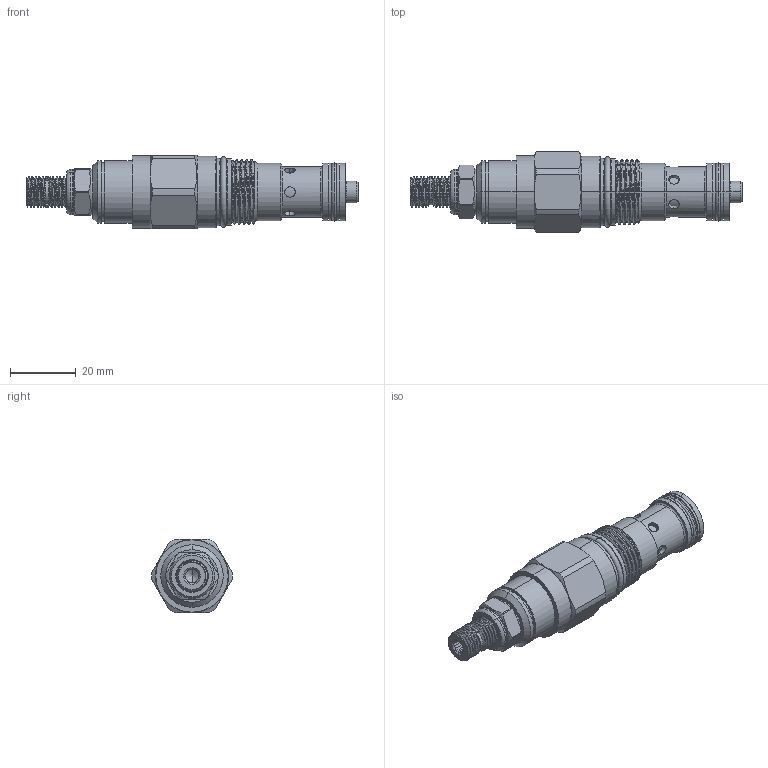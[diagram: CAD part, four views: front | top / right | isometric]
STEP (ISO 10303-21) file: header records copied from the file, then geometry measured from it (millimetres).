
FILE_DESCRIPTION (( 'STEP AP203' ), '1' );
FILE_NAME ('RD10A22-L.STEP', '2022-06-17T07:27:55', ( '' ), ( '' ), 'SwSTEP 2.0', 'SolidWorks 2018', '' );
FILE_SCHEMA (( 'CONFIG_CONTROL_DESIGN' ));
Length unit declared in the file: millimetre
Products named in the file (1): RD10A22-L
Bounding box: 101.02 x 24.59 x 22.22 mm (x, y, z)
Volume: 24885.6 mm3; surface area: 8391.9 mm2
Topology: 3 solids, 4 shells, 280 faces, 665 edges, 420 vertices
Faces by surface type: cylinder 139, plane 62, cone 38, torus 30, bspline 11
Entity records: 19661 total; most frequent: CARTESIAN_POINT 13509, ORIENTED_EDGE 1326, DIRECTION 1220, EDGE_CURVE 663, AXIS2_PLACEMENT_3D 510, VERTEX_POINT 420, EDGE_LOOP 315, FACE_OUTER_BOUND 280
